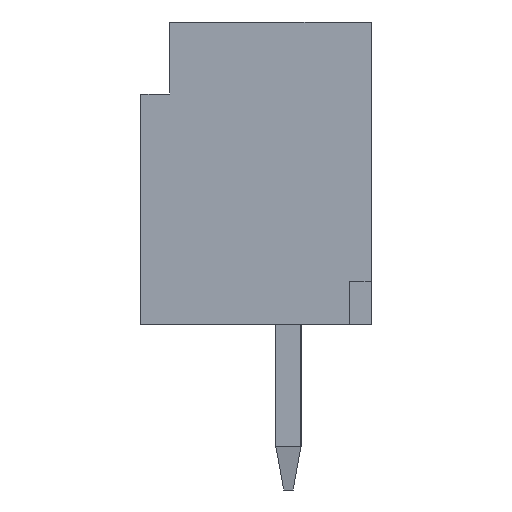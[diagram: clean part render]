
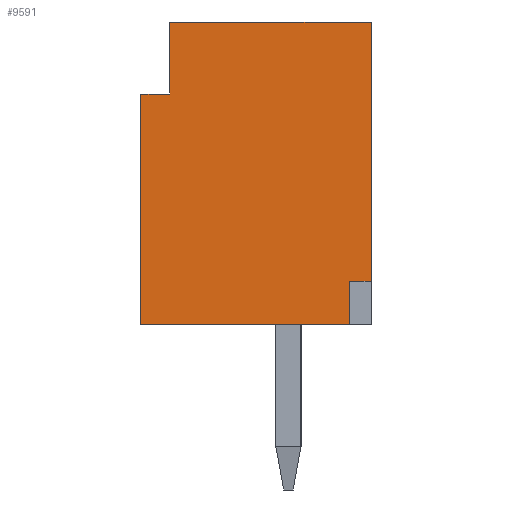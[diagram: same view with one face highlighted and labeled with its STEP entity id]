
A CAD part, left-side view. The second image highlights one B-rep face of the part: STEP entity #9591.
In plain terms, the highlighted planar face has unit normal (-1, 0, 0).
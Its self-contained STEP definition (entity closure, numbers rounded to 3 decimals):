
#111 = PLANE('',#112);
#112 = AXIS2_PLACEMENT_3D('',#113,#114,#115);
#113 = CARTESIAN_POINT('',(19.,-1.15,0.));
#114 = DIRECTION('',(0.,-1.,0.));
#115 = DIRECTION('',(0.,0.,1.));
#139 = PLANE('',#140);
#140 = AXIS2_PLACEMENT_3D('',#141,#142,#143);
#141 = CARTESIAN_POINT('',(19.,-1.15,4.2));
#142 = DIRECTION('',(0.,0.,1.));
#143 = DIRECTION('',(0.,1.,0.));
#223 = PLANE('',#224);
#224 = AXIS2_PLACEMENT_3D('',#225,#226,#227);
#225 = CARTESIAN_POINT('',(19.,2.05,4.2));
#226 = DIRECTION('',(0.,1.,0.));
#227 = DIRECTION('',(0.,0.,-1.));
#2003 = PLANE('',#2004);
#2004 = AXIS2_PLACEMENT_3D('',#2005,#2006,#2007);
#2005 = CARTESIAN_POINT('',(19.,2.05,0.));
#2006 = DIRECTION('',(0.,0.,-1.));
#2007 = DIRECTION('',(0.,-1.,0.));
#2044 = VERTEX_POINT('',#2045);
#2045 = CARTESIAN_POINT('',(-1.5,-1.15,0.6));
#2059 = PLANE('',#2060);
#2060 = AXIS2_PLACEMENT_3D('',#2061,#2062,#2063);
#2061 = CARTESIAN_POINT('',(-0.925,-1.15,0.6));
#2062 = DIRECTION('',(0.,0.,1.));
#2063 = DIRECTION('',(-1.,0.,0.));
#2071 = EDGE_CURVE('',#2044,#2072,#2074,.T.);
#2072 = VERTEX_POINT('',#2073);
#2073 = CARTESIAN_POINT('',(-1.5,-1.15,4.2));
#2074 = SURFACE_CURVE('',#2075,(#2079,#2086),.PCURVE_S1.);
#2075 = LINE('',#2076,#2077);
#2076 = CARTESIAN_POINT('',(-1.5,-1.15,0.6));
#2077 = VECTOR('',#2078,1.);
#2078 = DIRECTION('',(0.,0.,1.));
#2079 = PCURVE('',#111,#2080);
#2080 = DEFINITIONAL_REPRESENTATION('',(#2081),#2085);
#2081 = LINE('',#2082,#2083);
#2082 = CARTESIAN_POINT('',(0.6,20.5));
#2083 = VECTOR('',#2084,1.);
#2084 = DIRECTION('',(1.,0.));
#2085 = ( GEOMETRIC_REPRESENTATION_CONTEXT(2) 
PARAMETRIC_REPRESENTATION_CONTEXT() REPRESENTATION_CONTEXT('2D SPACE',''
  ) );
#2086 = PCURVE('',#2087,#2092);
#2087 = PLANE('',#2088);
#2088 = AXIS2_PLACEMENT_3D('',#2089,#2090,#2091);
#2089 = CARTESIAN_POINT('',(-1.5,0.45,2.1));
#2090 = DIRECTION('',(-1.,0.,0.));
#2091 = DIRECTION('',(0.,0.,-1.));
#2092 = DEFINITIONAL_REPRESENTATION('',(#2093),#2097);
#2093 = LINE('',#2094,#2095);
#2094 = CARTESIAN_POINT('',(1.5,1.6));
#2095 = VECTOR('',#2096,1.);
#2096 = DIRECTION('',(-1.,0.));
#2097 = ( GEOMETRIC_REPRESENTATION_CONTEXT(2) 
PARAMETRIC_REPRESENTATION_CONTEXT() REPRESENTATION_CONTEXT('2D SPACE',''
  ) );
#2730 = EDGE_CURVE('',#2072,#2731,#2733,.T.);
#2731 = VERTEX_POINT('',#2732);
#2732 = CARTESIAN_POINT('',(-1.5,1.65,4.2));
#2733 = SURFACE_CURVE('',#2734,(#2738,#2745),.PCURVE_S1.);
#2734 = LINE('',#2735,#2736);
#2735 = CARTESIAN_POINT('',(-1.5,-1.15,4.2));
#2736 = VECTOR('',#2737,1.);
#2737 = DIRECTION('',(0.,1.,0.));
#2738 = PCURVE('',#139,#2739);
#2739 = DEFINITIONAL_REPRESENTATION('',(#2740),#2744);
#2740 = LINE('',#2741,#2742);
#2741 = CARTESIAN_POINT('',(0.,20.5));
#2742 = VECTOR('',#2743,1.);
#2743 = DIRECTION('',(1.,0.));
#2744 = ( GEOMETRIC_REPRESENTATION_CONTEXT(2) 
PARAMETRIC_REPRESENTATION_CONTEXT() REPRESENTATION_CONTEXT('2D SPACE',''
  ) );
#2745 = PCURVE('',#2087,#2746);
#2746 = DEFINITIONAL_REPRESENTATION('',(#2747),#2751);
#2747 = LINE('',#2748,#2749);
#2748 = CARTESIAN_POINT('',(-2.1,1.6));
#2749 = VECTOR('',#2750,1.);
#2750 = DIRECTION('',(0.,-1.));
#2751 = ( GEOMETRIC_REPRESENTATION_CONTEXT(2) 
PARAMETRIC_REPRESENTATION_CONTEXT() REPRESENTATION_CONTEXT('2D SPACE',''
  ) );
#2769 = PLANE('',#2770);
#2770 = AXIS2_PLACEMENT_3D('',#2771,#2772,#2773);
#2771 = CARTESIAN_POINT('',(18.4,1.65,4.2));
#2772 = DIRECTION('',(0.,1.,0.));
#2773 = DIRECTION('',(-1.,0.,0.));
#3199 = VERTEX_POINT('',#3200);
#3200 = CARTESIAN_POINT('',(-1.5,2.05,3.2));
#3214 = PLANE('',#3215);
#3215 = AXIS2_PLACEMENT_3D('',#3216,#3217,#3218);
#3216 = CARTESIAN_POINT('',(-0.55,2.05,3.2));
#3217 = DIRECTION('',(0.,0.,-1.));
#3218 = DIRECTION('',(-1.,0.,0.));
#3226 = EDGE_CURVE('',#3199,#3227,#3229,.T.);
#3227 = VERTEX_POINT('',#3228);
#3228 = CARTESIAN_POINT('',(-1.5,2.05,0.));
#3229 = SURFACE_CURVE('',#3230,(#3234,#3241),.PCURVE_S1.);
#3230 = LINE('',#3231,#3232);
#3231 = CARTESIAN_POINT('',(-1.5,2.05,3.2));
#3232 = VECTOR('',#3233,1.);
#3233 = DIRECTION('',(0.,0.,-1.));
#3234 = PCURVE('',#223,#3235);
#3235 = DEFINITIONAL_REPRESENTATION('',(#3236),#3240);
#3236 = LINE('',#3237,#3238);
#3237 = CARTESIAN_POINT('',(1.,20.5));
#3238 = VECTOR('',#3239,1.);
#3239 = DIRECTION('',(1.,0.));
#3240 = ( GEOMETRIC_REPRESENTATION_CONTEXT(2) 
PARAMETRIC_REPRESENTATION_CONTEXT() REPRESENTATION_CONTEXT('2D SPACE',''
  ) );
#3241 = PCURVE('',#2087,#3242);
#3242 = DEFINITIONAL_REPRESENTATION('',(#3243),#3247);
#3243 = LINE('',#3244,#3245);
#3244 = CARTESIAN_POINT('',(-1.1,-1.6));
#3245 = VECTOR('',#3246,1.);
#3246 = DIRECTION('',(1.,0.));
#3247 = ( GEOMETRIC_REPRESENTATION_CONTEXT(2) 
PARAMETRIC_REPRESENTATION_CONTEXT() REPRESENTATION_CONTEXT('2D SPACE',''
  ) );
#9421 = EDGE_CURVE('',#3227,#9422,#9424,.T.);
#9422 = VERTEX_POINT('',#9423);
#9423 = CARTESIAN_POINT('',(-1.5,-0.85,0.));
#9424 = SURFACE_CURVE('',#9425,(#9429,#9436),.PCURVE_S1.);
#9425 = LINE('',#9426,#9427);
#9426 = CARTESIAN_POINT('',(-1.5,2.05,0.));
#9427 = VECTOR('',#9428,1.);
#9428 = DIRECTION('',(0.,-1.,0.));
#9429 = PCURVE('',#2003,#9430);
#9430 = DEFINITIONAL_REPRESENTATION('',(#9431),#9435);
#9431 = LINE('',#9432,#9433);
#9432 = CARTESIAN_POINT('',(0.,20.5));
#9433 = VECTOR('',#9434,1.);
#9434 = DIRECTION('',(1.,0.));
#9435 = ( GEOMETRIC_REPRESENTATION_CONTEXT(2) 
PARAMETRIC_REPRESENTATION_CONTEXT() REPRESENTATION_CONTEXT('2D SPACE',''
  ) );
#9436 = PCURVE('',#2087,#9437);
#9437 = DEFINITIONAL_REPRESENTATION('',(#9438),#9442);
#9438 = LINE('',#9439,#9440);
#9439 = CARTESIAN_POINT('',(2.1,-1.6));
#9440 = VECTOR('',#9441,1.);
#9441 = DIRECTION('',(0.,1.));
#9442 = ( GEOMETRIC_REPRESENTATION_CONTEXT(2) 
PARAMETRIC_REPRESENTATION_CONTEXT() REPRESENTATION_CONTEXT('2D SPACE',''
  ) );
#9460 = PLANE('',#9461);
#9461 = AXIS2_PLACEMENT_3D('',#9462,#9463,#9464);
#9462 = CARTESIAN_POINT('',(19.,-0.85,0.));
#9463 = DIRECTION('',(0.,-1.,0.));
#9464 = DIRECTION('',(1.,0.,0.));
#9546 = EDGE_CURVE('',#2044,#9547,#9549,.T.);
#9547 = VERTEX_POINT('',#9548);
#9548 = CARTESIAN_POINT('',(-1.5,-0.85,0.6));
#9549 = SURFACE_CURVE('',#9550,(#9554,#9561),.PCURVE_S1.);
#9550 = LINE('',#9551,#9552);
#9551 = CARTESIAN_POINT('',(-1.5,-1.15,0.6));
#9552 = VECTOR('',#9553,1.);
#9553 = DIRECTION('',(0.,1.,0.));
#9554 = PCURVE('',#2059,#9555);
#9555 = DEFINITIONAL_REPRESENTATION('',(#9556),#9560);
#9556 = LINE('',#9557,#9558);
#9557 = CARTESIAN_POINT('',(0.575,0.));
#9558 = VECTOR('',#9559,1.);
#9559 = DIRECTION('',(0.,-1.));
#9560 = ( GEOMETRIC_REPRESENTATION_CONTEXT(2) 
PARAMETRIC_REPRESENTATION_CONTEXT() REPRESENTATION_CONTEXT('2D SPACE',''
  ) );
#9561 = PCURVE('',#2087,#9562);
#9562 = DEFINITIONAL_REPRESENTATION('',(#9563),#9567);
#9563 = LINE('',#9564,#9565);
#9564 = CARTESIAN_POINT('',(1.5,1.6));
#9565 = VECTOR('',#9566,1.);
#9566 = DIRECTION('',(0.,-1.));
#9567 = ( GEOMETRIC_REPRESENTATION_CONTEXT(2) 
PARAMETRIC_REPRESENTATION_CONTEXT() REPRESENTATION_CONTEXT('2D SPACE',''
  ) );
#9591 = ADVANCED_FACE('',(#9592),#2087,.T.);
#9592 = FACE_BOUND('',#9593,.F.);
#9593 = EDGE_LOOP('',(#9594,#9595,#9596,#9617,#9618,#9619,#9642,#9663));
#9594 = ORIENTED_EDGE('',*,*,#2071,.F.);
#9595 = ORIENTED_EDGE('',*,*,#9546,.T.);
#9596 = ORIENTED_EDGE('',*,*,#9597,.F.);
#9597 = EDGE_CURVE('',#9422,#9547,#9598,.T.);
#9598 = SURFACE_CURVE('',#9599,(#9603,#9610),.PCURVE_S1.);
#9599 = LINE('',#9600,#9601);
#9600 = CARTESIAN_POINT('',(-1.5,-0.85,0.));
#9601 = VECTOR('',#9602,1.);
#9602 = DIRECTION('',(0.,0.,1.));
#9603 = PCURVE('',#2087,#9604);
#9604 = DEFINITIONAL_REPRESENTATION('',(#9605),#9609);
#9605 = LINE('',#9606,#9607);
#9606 = CARTESIAN_POINT('',(2.1,1.3));
#9607 = VECTOR('',#9608,1.);
#9608 = DIRECTION('',(-1.,0.));
#9609 = ( GEOMETRIC_REPRESENTATION_CONTEXT(2) 
PARAMETRIC_REPRESENTATION_CONTEXT() REPRESENTATION_CONTEXT('2D SPACE',''
  ) );
#9610 = PCURVE('',#9460,#9611);
#9611 = DEFINITIONAL_REPRESENTATION('',(#9612),#9616);
#9612 = LINE('',#9613,#9614);
#9613 = CARTESIAN_POINT('',(-20.5,0.));
#9614 = VECTOR('',#9615,1.);
#9615 = DIRECTION('',(0.,1.));
#9616 = ( GEOMETRIC_REPRESENTATION_CONTEXT(2) 
PARAMETRIC_REPRESENTATION_CONTEXT() REPRESENTATION_CONTEXT('2D SPACE',''
  ) );
#9617 = ORIENTED_EDGE('',*,*,#9421,.F.);
#9618 = ORIENTED_EDGE('',*,*,#3226,.F.);
#9619 = ORIENTED_EDGE('',*,*,#9620,.T.);
#9620 = EDGE_CURVE('',#3199,#9621,#9623,.T.);
#9621 = VERTEX_POINT('',#9622);
#9622 = CARTESIAN_POINT('',(-1.5,1.65,3.2));
#9623 = SURFACE_CURVE('',#9624,(#9628,#9635),.PCURVE_S1.);
#9624 = LINE('',#9625,#9626);
#9625 = CARTESIAN_POINT('',(-1.5,2.05,3.2));
#9626 = VECTOR('',#9627,1.);
#9627 = DIRECTION('',(0.,-1.,0.));
#9628 = PCURVE('',#2087,#9629);
#9629 = DEFINITIONAL_REPRESENTATION('',(#9630),#9634);
#9630 = LINE('',#9631,#9632);
#9631 = CARTESIAN_POINT('',(-1.1,-1.6));
#9632 = VECTOR('',#9633,1.);
#9633 = DIRECTION('',(0.,1.));
#9634 = ( GEOMETRIC_REPRESENTATION_CONTEXT(2) 
PARAMETRIC_REPRESENTATION_CONTEXT() REPRESENTATION_CONTEXT('2D SPACE',''
  ) );
#9635 = PCURVE('',#3214,#9636);
#9636 = DEFINITIONAL_REPRESENTATION('',(#9637),#9641);
#9637 = LINE('',#9638,#9639);
#9638 = CARTESIAN_POINT('',(0.95,0.));
#9639 = VECTOR('',#9640,1.);
#9640 = DIRECTION('',(0.,-1.));
#9641 = ( GEOMETRIC_REPRESENTATION_CONTEXT(2) 
PARAMETRIC_REPRESENTATION_CONTEXT() REPRESENTATION_CONTEXT('2D SPACE',''
  ) );
#9642 = ORIENTED_EDGE('',*,*,#9643,.F.);
#9643 = EDGE_CURVE('',#2731,#9621,#9644,.T.);
#9644 = SURFACE_CURVE('',#9645,(#9649,#9656),.PCURVE_S1.);
#9645 = LINE('',#9646,#9647);
#9646 = CARTESIAN_POINT('',(-1.5,1.65,4.2));
#9647 = VECTOR('',#9648,1.);
#9648 = DIRECTION('',(0.,0.,-1.));
#9649 = PCURVE('',#2087,#9650);
#9650 = DEFINITIONAL_REPRESENTATION('',(#9651),#9655);
#9651 = LINE('',#9652,#9653);
#9652 = CARTESIAN_POINT('',(-2.1,-1.2));
#9653 = VECTOR('',#9654,1.);
#9654 = DIRECTION('',(1.,0.));
#9655 = ( GEOMETRIC_REPRESENTATION_CONTEXT(2) 
PARAMETRIC_REPRESENTATION_CONTEXT() REPRESENTATION_CONTEXT('2D SPACE',''
  ) );
#9656 = PCURVE('',#2769,#9657);
#9657 = DEFINITIONAL_REPRESENTATION('',(#9658),#9662);
#9658 = LINE('',#9659,#9660);
#9659 = CARTESIAN_POINT('',(19.9,0.));
#9660 = VECTOR('',#9661,1.);
#9661 = DIRECTION('',(0.,-1.));
#9662 = ( GEOMETRIC_REPRESENTATION_CONTEXT(2) 
PARAMETRIC_REPRESENTATION_CONTEXT() REPRESENTATION_CONTEXT('2D SPACE',''
  ) );
#9663 = ORIENTED_EDGE('',*,*,#2730,.F.);
